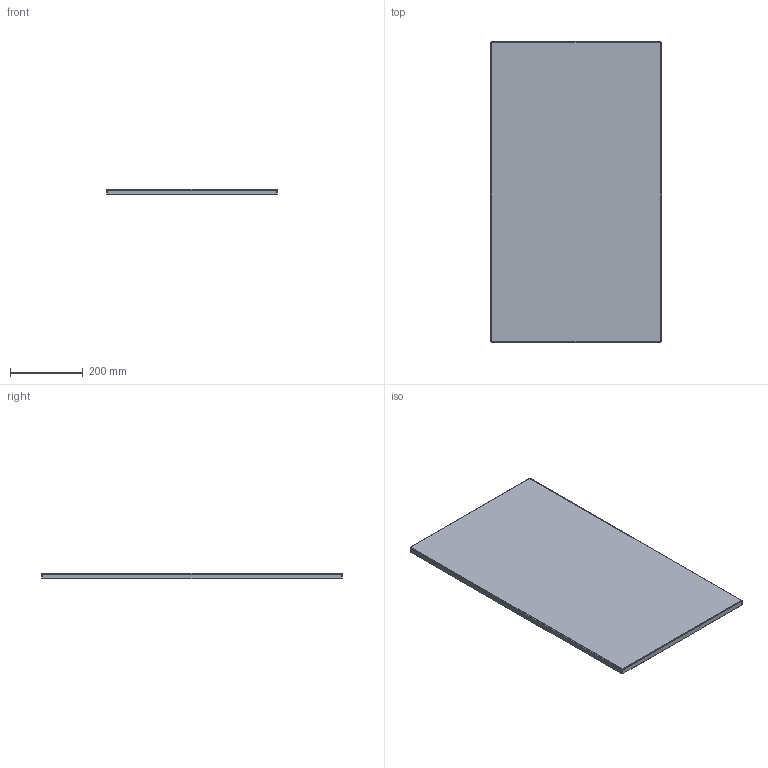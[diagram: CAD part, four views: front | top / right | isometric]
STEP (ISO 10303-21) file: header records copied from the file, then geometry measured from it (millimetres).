
FILE_DESCRIPTION(/* description */ (''),/* implementation_level */ '2;1');
FILE_NAME(/* name */ 'Side Cover.ipt.step',/* time_stamp */ '2022-11-29T08:43:49+01:00',/* author */ ('diederichbenedict'),/* organization */ (''),/* preprocessor_version */ 'ST-DEVELOPER v18.1',/* originating_system */ 'Autodesk Inventor 2022',/* authorisation */ '');
FILE_SCHEMA (('AUTOMOTIVE_DESIGN { 1 0 10303 214 3 1 1 }'));
Length unit declared in the file: millimetre
Products named in the file (1): Side Cover
Bounding box: 466.8 x 824.8 x 15 mm (x, y, z)
Volume: 502209.1 mm3; surface area: 840244.2 mm2
Topology: 1 solids, 1 shells, 46 faces, 100 edges, 56 vertices
Faces by surface type: plane 22, cylinder 16, bspline 8
Entity records: 2326 total; most frequent: CARTESIAN_POINT 1331, ORIENTED_EDGE 200, DIRECTION 178, EDGE_CURVE 100, LINE 68, VECTOR 68, VERTEX_POINT 56, AXIS2_PLACEMENT_3D 55
